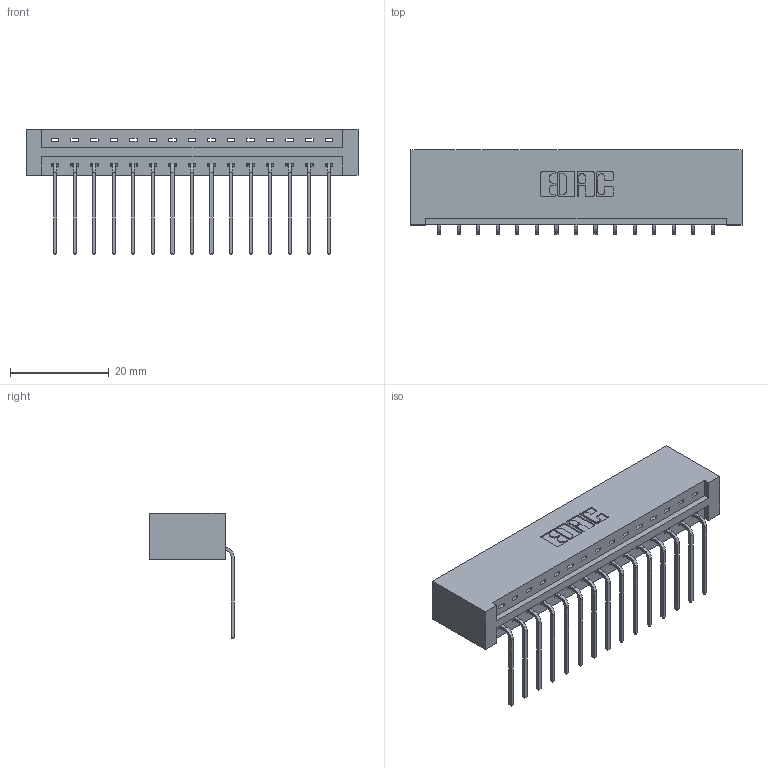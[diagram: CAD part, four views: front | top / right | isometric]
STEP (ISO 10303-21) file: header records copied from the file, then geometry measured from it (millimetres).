
FILE_DESCRIPTION (( 'STEP AP203' ), '1' );
FILE_NAME ('337-015-559-101.STEP', '2018-08-04T17:36:51', ( '' ), ( '' ), 'SwSTEP 2.0', 'SolidWorks 2016', '' );
FILE_SCHEMA (( 'CONFIG_CONTROL_DESIGN' ));
Length unit declared in the file: inch
Products named in the file (3): 337 Part_No Mounting Lugs; 345-292-001_558 559 Tail - 1; 337-015-559-101
Assembly tree (16 placements, depth 2):
  337-015-559-101
    337 Part_No Mounting Lugs
    345-292-001_558 559 Tail - 1  x15
Bounding box: 67.31 x 17.09 x 25.53 mm (x, y, z)
Volume: 7446.6 mm3; surface area: 7833.5 mm2
Topology: 16 solids, 16 shells, 1066 faces, 3197 edges, 2110 vertices
Faces by surface type: plane 786, cylinder 280
Entity records: 14449 total; most frequent: CARTESIAN_POINT 2523, ORIENTED_EDGE 2474, DIRECTION 2171, EDGE_CURVE 1237, LINE 1117, VECTOR 1117, VERTEX_POINT 822, AXIS2_PLACEMENT_3D 527
